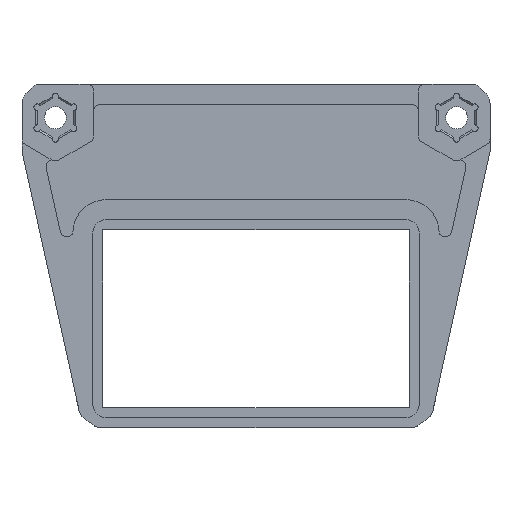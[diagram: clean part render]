
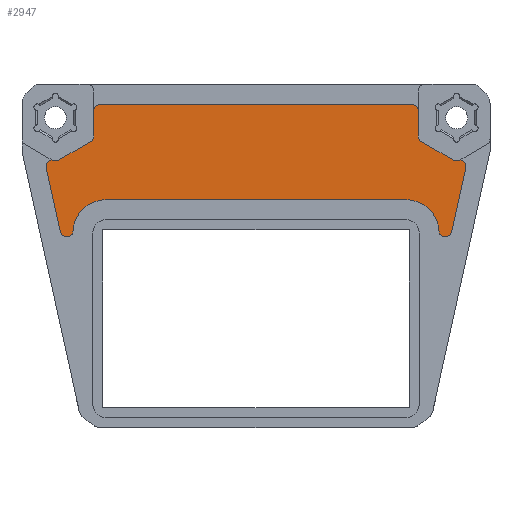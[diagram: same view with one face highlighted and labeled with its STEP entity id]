
A CAD part, top view. The second image highlights one B-rep face of the part: STEP entity #2947.
In plain terms, the highlighted planar face has unit normal (0, 0, 1).
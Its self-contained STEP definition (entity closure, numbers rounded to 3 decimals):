
#134=CIRCLE('',#3220,5.);
#135=CIRCLE('',#3221,1.);
#136=CIRCLE('',#3222,1.);
#137=CIRCLE('',#3223,1.);
#138=CIRCLE('',#3224,1.);
#139=CIRCLE('',#3225,1.);
#140=CIRCLE('',#3226,1.);
#141=CIRCLE('',#3227,1.);
#142=CIRCLE('',#3228,1.);
#143=CIRCLE('',#3229,1.);
#144=CIRCLE('',#3230,1.);
#145=CIRCLE('',#3231,5.);
#302=FACE_OUTER_BOUND('',#473,.T.);
#473=EDGE_LOOP('',(#2464,#2465,#2466,#2467,#2468,#2469,#2470,#2471,#2472,
#2473,#2474,#2475,#2476,#2477,#2478,#2479,#2480,#2481,#2482,#2483));
#622=LINE('',#4447,#922);
#760=LINE('',#4945,#1060);
#761=LINE('',#4951,#1061);
#762=LINE('',#4955,#1062);
#763=LINE('',#4959,#1063);
#764=LINE('',#4964,#1064);
#765=LINE('',#4970,#1065);
#766=LINE('',#4975,#1066);
#922=VECTOR('',#3601,10.);
#1060=VECTOR('',#3917,10.);
#1061=VECTOR('',#3922,10.);
#1062=VECTOR('',#3925,10.);
#1063=VECTOR('',#3928,10.);
#1064=VECTOR('',#3933,10.);
#1065=VECTOR('',#3938,10.);
#1066=VECTOR('',#3943,10.);
#1268=VERTEX_POINT('',#4444);
#1269=VERTEX_POINT('',#4446);
#1393=VERTEX_POINT('',#4939);
#1394=VERTEX_POINT('',#4940);
#1395=VERTEX_POINT('',#4942);
#1396=VERTEX_POINT('',#4944);
#1397=VERTEX_POINT('',#4946);
#1398=VERTEX_POINT('',#4948);
#1399=VERTEX_POINT('',#4950);
#1400=VERTEX_POINT('',#4952);
#1401=VERTEX_POINT('',#4954);
#1402=VERTEX_POINT('',#4956);
#1403=VERTEX_POINT('',#4958);
#1404=VERTEX_POINT('',#4961);
#1405=VERTEX_POINT('',#4963);
#1406=VERTEX_POINT('',#4965);
#1407=VERTEX_POINT('',#4967);
#1408=VERTEX_POINT('',#4969);
#1409=VERTEX_POINT('',#4971);
#1410=VERTEX_POINT('',#4973);
#1590=EDGE_CURVE('',#1269,#1268,#622,.T.);
#1778=EDGE_CURVE('',#1393,#1394,#134,.T.);
#1779=EDGE_CURVE('',#1394,#1395,#135,.T.);
#1780=EDGE_CURVE('',#1395,#1396,#760,.T.);
#1781=EDGE_CURVE('',#1396,#1397,#136,.T.);
#1782=EDGE_CURVE('',#1398,#1397,#137,.F.);
#1783=EDGE_CURVE('',#1398,#1399,#761,.T.);
#1784=EDGE_CURVE('',#1400,#1399,#138,.F.);
#1785=EDGE_CURVE('',#1400,#1401,#762,.T.);
#1786=EDGE_CURVE('',#1401,#1402,#139,.T.);
#1787=EDGE_CURVE('',#1402,#1403,#763,.T.);
#1788=EDGE_CURVE('',#1403,#1269,#140,.T.);
#1789=EDGE_CURVE('',#1404,#1268,#141,.F.);
#1790=EDGE_CURVE('',#1404,#1405,#764,.T.);
#1791=EDGE_CURVE('',#1406,#1405,#142,.F.);
#1792=EDGE_CURVE('',#1406,#1407,#143,.T.);
#1793=EDGE_CURVE('',#1407,#1408,#765,.F.);
#1794=EDGE_CURVE('',#1408,#1409,#144,.T.);
#1795=EDGE_CURVE('',#1409,#1410,#145,.T.);
#1796=EDGE_CURVE('',#1410,#1393,#766,.T.);
#2464=ORIENTED_EDGE('',*,*,#1778,.T.);
#2465=ORIENTED_EDGE('',*,*,#1779,.T.);
#2466=ORIENTED_EDGE('',*,*,#1780,.T.);
#2467=ORIENTED_EDGE('',*,*,#1781,.T.);
#2468=ORIENTED_EDGE('',*,*,#1782,.F.);
#2469=ORIENTED_EDGE('',*,*,#1783,.T.);
#2470=ORIENTED_EDGE('',*,*,#1784,.F.);
#2471=ORIENTED_EDGE('',*,*,#1785,.T.);
#2472=ORIENTED_EDGE('',*,*,#1786,.T.);
#2473=ORIENTED_EDGE('',*,*,#1787,.T.);
#2474=ORIENTED_EDGE('',*,*,#1788,.T.);
#2475=ORIENTED_EDGE('',*,*,#1590,.T.);
#2476=ORIENTED_EDGE('',*,*,#1789,.F.);
#2477=ORIENTED_EDGE('',*,*,#1790,.T.);
#2478=ORIENTED_EDGE('',*,*,#1791,.F.);
#2479=ORIENTED_EDGE('',*,*,#1792,.T.);
#2480=ORIENTED_EDGE('',*,*,#1793,.T.);
#2481=ORIENTED_EDGE('',*,*,#1794,.T.);
#2482=ORIENTED_EDGE('',*,*,#1795,.T.);
#2483=ORIENTED_EDGE('',*,*,#1796,.T.);
#2807=PLANE('',#3219);
#2947=ADVANCED_FACE('',(#302),#2807,.T.);
#3219=AXIS2_PLACEMENT_3D('',#4938,#3911,#3912);
#3220=AXIS2_PLACEMENT_3D('',#4941,#3913,#3914);
#3221=AXIS2_PLACEMENT_3D('',#4943,#3915,#3916);
#3222=AXIS2_PLACEMENT_3D('',#4947,#3918,#3919);
#3223=AXIS2_PLACEMENT_3D('',#4949,#3920,#3921);
#3224=AXIS2_PLACEMENT_3D('',#4953,#3923,#3924);
#3225=AXIS2_PLACEMENT_3D('',#4957,#3926,#3927);
#3226=AXIS2_PLACEMENT_3D('',#4960,#3929,#3930);
#3227=AXIS2_PLACEMENT_3D('',#4962,#3931,#3932);
#3228=AXIS2_PLACEMENT_3D('',#4966,#3934,#3935);
#3229=AXIS2_PLACEMENT_3D('',#4968,#3936,#3937);
#3230=AXIS2_PLACEMENT_3D('',#4972,#3939,#3940);
#3231=AXIS2_PLACEMENT_3D('',#4974,#3941,#3942);
#3601=DIRECTION('',(0.,-1.,0.));
#3911=DIRECTION('center_axis',(0.,0.,1.));
#3912=DIRECTION('ref_axis',(1.,0.,0.));
#3913=DIRECTION('center_axis',(0.,0.,-1.));
#3914=DIRECTION('ref_axis',(1.,0.,0.));
#3915=DIRECTION('center_axis',(0.,0.,1.));
#3916=DIRECTION('ref_axis',(-0.903,-0.43,0.));
#3917=DIRECTION('',(0.215,0.977,0.));
#3918=DIRECTION('center_axis',(0.,0.,1.));
#3919=DIRECTION('ref_axis',(0.105,0.994,0.));
#3920=DIRECTION('center_axis',(0.,0.,-1.));
#3921=DIRECTION('ref_axis',(0.,-1.,0.));
#3922=DIRECTION('',(-0.866,0.5,0.));
#3923=DIRECTION('center_axis',(0.,0.,-1.));
#3924=DIRECTION('ref_axis',(-0.866,-0.5,0.));
#3925=DIRECTION('',(0.,1.,0.));
#3926=DIRECTION('center_axis',(0.,0.,1.));
#3927=DIRECTION('ref_axis',(0.707,0.707,0.));
#3928=DIRECTION('',(-1.,0.,0.));
#3929=DIRECTION('center_axis',(0.,0.,1.));
#3930=DIRECTION('ref_axis',(-0.707,0.707,0.));
#3931=DIRECTION('center_axis',(0.,0.,-1.));
#3932=DIRECTION('ref_axis',(0.866,-0.5,0.));
#3933=DIRECTION('',(-0.866,-0.5,0.));
#3934=DIRECTION('center_axis',(0.,0.,-1.));
#3935=DIRECTION('ref_axis',(0.,-1.,0.));
#3936=DIRECTION('center_axis',(0.,0.,1.));
#3937=DIRECTION('ref_axis',(-0.105,0.994,0.));
#3938=DIRECTION('',(-0.215,0.977,0.));
#3939=DIRECTION('center_axis',(0.,0.,1.));
#3940=DIRECTION('ref_axis',(0.903,-0.43,0.));
#3941=DIRECTION('center_axis',(0.,0.,-1.));
#3942=DIRECTION('ref_axis',(0.,1.,0.));
#3943=DIRECTION('',(1.,0.,0.));
#4444=CARTESIAN_POINT('',(-24.275,27.322,3.));
#4446=CARTESIAN_POINT('',(-24.275,31.05,3.));
#4447=CARTESIAN_POINT('',(-24.275,20.499,3.));
#4938=CARTESIAN_POINT('Origin',(0.,9.375,3.));
#4939=CARTESIAN_POINT('',(22.4,17.8,3.));
#4940=CARTESIAN_POINT('',(27.4,12.8,3.));
#4941=CARTESIAN_POINT('Origin',(22.4,12.8,3.));
#4942=CARTESIAN_POINT('',(29.28,13.015,3.));
#4943=CARTESIAN_POINT('Origin',(28.303,13.23,3.));
#4944=CARTESIAN_POINT('',(31.371,22.519,3.));
#4945=CARTESIAN_POINT('',(25.067,-6.129,3.));
#4946=CARTESIAN_POINT('',(30.5,23.728,3.));
#4947=CARTESIAN_POINT('Origin',(30.395,22.734,3.));
#4948=CARTESIAN_POINT('',(29.5,23.728,3.));
#4949=CARTESIAN_POINT('Origin',(30.,24.594,3.));
#4950=CARTESIAN_POINT('',(24.775,26.456,3.));
#4951=CARTESIAN_POINT('',(21.045,28.61,3.));
#4952=CARTESIAN_POINT('',(24.275,27.322,3.));
#4953=CARTESIAN_POINT('Origin',(25.275,27.322,3.));
#4954=CARTESIAN_POINT('',(24.275,31.05,3.));
#4955=CARTESIAN_POINT('',(24.275,18.926,3.));
#4956=CARTESIAN_POINT('',(23.275,32.05,3.));
#4957=CARTESIAN_POINT('Origin',(23.275,31.05,3.));
#4958=CARTESIAN_POINT('',(-23.275,32.05,3.));
#4959=CARTESIAN_POINT('',(17.5,32.05,3.));
#4960=CARTESIAN_POINT('Origin',(-23.275,31.05,3.));
#4961=CARTESIAN_POINT('',(-24.775,26.456,3.));
#4962=CARTESIAN_POINT('Origin',(-25.275,27.322,3.));
#4963=CARTESIAN_POINT('',(-29.5,23.728,3.));
#4964=CARTESIAN_POINT('',(-19.683,29.396,3.));
#4965=CARTESIAN_POINT('',(-30.5,23.728,3.));
#4966=CARTESIAN_POINT('Origin',(-30.,24.594,3.));
#4967=CARTESIAN_POINT('',(-31.371,22.519,3.));
#4968=CARTESIAN_POINT('Origin',(-30.395,22.734,3.));
#4969=CARTESIAN_POINT('',(-29.28,13.015,3.));
#4970=CARTESIAN_POINT('',(-29.617,14.546,3.));
#4971=CARTESIAN_POINT('',(-27.4,12.8,3.));
#4972=CARTESIAN_POINT('Origin',(-28.303,13.23,3.));
#4973=CARTESIAN_POINT('',(-22.4,17.8,3.));
#4974=CARTESIAN_POINT('Origin',(-22.4,12.8,3.));
#4975=CARTESIAN_POINT('',(-11.2,17.8,3.));
